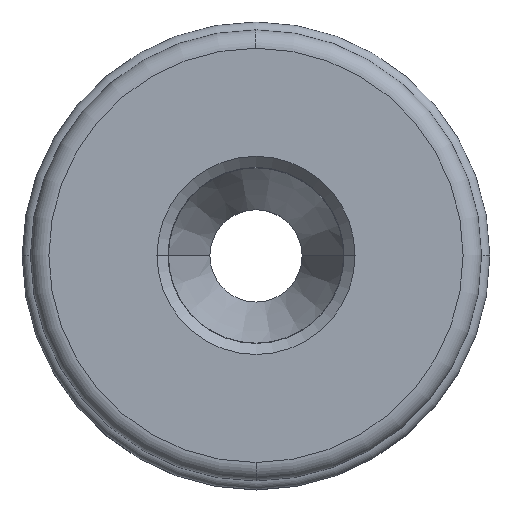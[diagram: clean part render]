
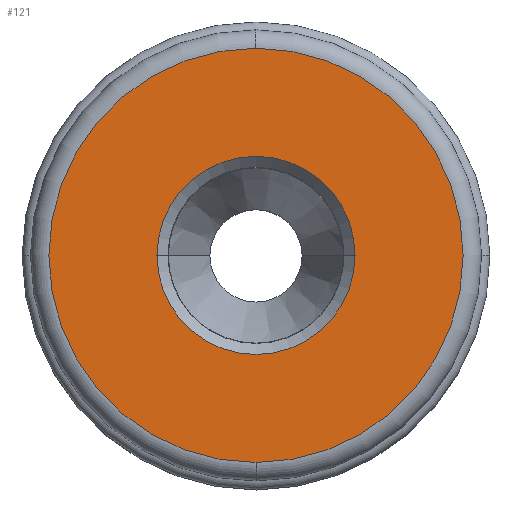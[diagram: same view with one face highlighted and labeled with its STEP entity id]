
A CAD part, top view. The second image highlights one B-rep face of the part: STEP entity #121.
In plain terms, the highlighted planar face has unit normal (0, 0, 1).
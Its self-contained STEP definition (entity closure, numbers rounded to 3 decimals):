
#71=PLANE('',#1225);
#78=FACE_BOUND('',#258,.T.);
#79=FACE_BOUND('',#259,.T.);
#121=ADVANCED_FACE('',(#78,#79),#71,.F.);
#258=EDGE_LOOP('',(#376,#377,#378,#379));
#259=EDGE_LOOP('',(#380,#381,#382,#383));
#376=ORIENTED_EDGE('',*,*,#742,.F.);
#377=ORIENTED_EDGE('',*,*,#743,.T.);
#378=ORIENTED_EDGE('',*,*,#744,.T.);
#379=ORIENTED_EDGE('',*,*,#745,.T.);
#380=ORIENTED_EDGE('',*,*,#746,.T.);
#381=ORIENTED_EDGE('',*,*,#747,.T.);
#382=ORIENTED_EDGE('',*,*,#748,.T.);
#383=ORIENTED_EDGE('',*,*,#749,.T.);
#630=VERTEX_POINT('',#2417);
#631=VERTEX_POINT('',#2418);
#632=VERTEX_POINT('',#2420);
#633=VERTEX_POINT('',#2422);
#634=VERTEX_POINT('',#2425);
#635=VERTEX_POINT('',#2426);
#636=VERTEX_POINT('',#2428);
#637=VERTEX_POINT('',#2430);
#742=EDGE_CURVE('',#630,#631,#902,.T.);
#743=EDGE_CURVE('',#630,#632,#903,.T.);
#744=EDGE_CURVE('',#632,#633,#904,.T.);
#745=EDGE_CURVE('',#633,#631,#905,.T.);
#746=EDGE_CURVE('',#634,#635,#906,.T.);
#747=EDGE_CURVE('',#635,#636,#907,.T.);
#748=EDGE_CURVE('',#636,#637,#908,.T.);
#749=EDGE_CURVE('',#637,#634,#909,.T.);
#902=CIRCLE('',#1217,22.5);
#903=CIRCLE('',#1218,22.5);
#904=CIRCLE('',#1219,22.5);
#905=CIRCLE('',#1220,22.5);
#906=CIRCLE('',#1221,10.76);
#907=CIRCLE('',#1222,10.76);
#908=CIRCLE('',#1223,10.76);
#909=CIRCLE('',#1224,10.76);
#1217=AXIS2_PLACEMENT_3D('',#2416,#1463,#1464);
#1218=AXIS2_PLACEMENT_3D('',#2419,#1465,#1466);
#1219=AXIS2_PLACEMENT_3D('',#2421,#1467,#1468);
#1220=AXIS2_PLACEMENT_3D('',#2423,#1469,#1470);
#1221=AXIS2_PLACEMENT_3D('',#2424,#1471,#1472);
#1222=AXIS2_PLACEMENT_3D('',#2427,#1473,#1474);
#1223=AXIS2_PLACEMENT_3D('',#2429,#1475,#1476);
#1224=AXIS2_PLACEMENT_3D('',#2431,#1477,#1478);
#1225=AXIS2_PLACEMENT_3D('',#2432,#1479,#1480);
#1463=DIRECTION('',(0.,0.,-1.));
#1464=DIRECTION('',(0.001,-1.,0.));
#1465=DIRECTION('',(0.,0.,1.));
#1466=DIRECTION('',(0.,1.,0.));
#1467=DIRECTION('',(0.,0.,1.));
#1468=DIRECTION('',(-0.001,1.,0.));
#1469=DIRECTION('',(0.,0.,1.));
#1470=DIRECTION('',(0.001,-1.,0.));
#1471=DIRECTION('',(0.,0.,-1.));
#1472=DIRECTION('',(0.,-1.,0.));
#1473=DIRECTION('',(0.,0.,-1.));
#1474=DIRECTION('',(-1.,0.,0.));
#1475=DIRECTION('',(0.,0.,-1.));
#1476=DIRECTION('',(0.,1.,0.));
#1477=DIRECTION('',(0.,0.,-1.));
#1478=DIRECTION('',(1.,0.,0.));
#1479=DIRECTION('',(0.,0.,-1.));
#1480=DIRECTION('',(0.,-1.,0.));
#2416=CARTESIAN_POINT('',(0.,0.,0.));
#2417=CARTESIAN_POINT('',(0.,22.5,0.));
#2418=CARTESIAN_POINT('',(0.015,-22.5,0.));
#2419=CARTESIAN_POINT('',(0.,0.,0.));
#2420=CARTESIAN_POINT('',(-0.015,22.5,0.));
#2421=CARTESIAN_POINT('',(0.,0.,0.));
#2422=CARTESIAN_POINT('',(0.,-22.5,0.));
#2423=CARTESIAN_POINT('',(0.,0.,0.));
#2424=CARTESIAN_POINT('',(0.,0.,0.));
#2425=CARTESIAN_POINT('',(0.,-10.76,0.));
#2426=CARTESIAN_POINT('',(-10.76,0.,0.));
#2427=CARTESIAN_POINT('',(0.,0.,0.));
#2428=CARTESIAN_POINT('',(0.,10.76,0.));
#2429=CARTESIAN_POINT('',(0.,0.,0.));
#2430=CARTESIAN_POINT('',(10.76,0.,0.));
#2431=CARTESIAN_POINT('',(0.,0.,0.));
#2432=CARTESIAN_POINT('',(0.,0.,0.));
